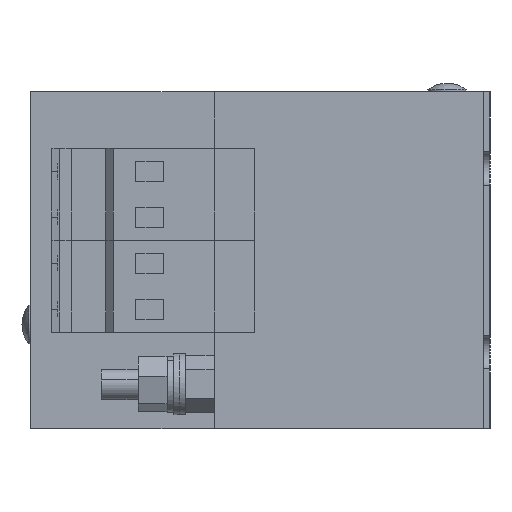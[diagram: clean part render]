
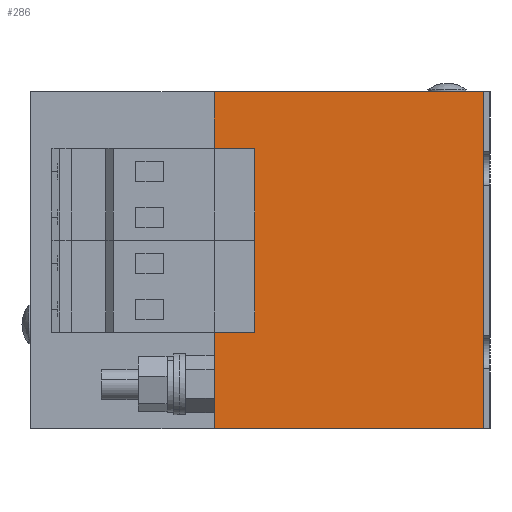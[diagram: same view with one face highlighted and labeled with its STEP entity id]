
A CAD part, left-side view. The second image highlights one B-rep face of the part: STEP entity #286.
In plain terms, the highlighted planar face has unit normal (-1, 0, 0).
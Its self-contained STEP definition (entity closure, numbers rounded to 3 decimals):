
#128 = VERTEX_POINT ( 'NONE', #6109 ) ;
#286 = ADVANCED_FACE ( 'NONE', ( #2475 ), #5040, .T. ) ;
#316 = LINE ( 'NONE', #822, #2574 ) ;
#371 = ORIENTED_EDGE ( 'NONE', *, *, #638, .F. ) ;
#479 = VECTOR ( 'NONE', #1971, 1000. ) ;
#500 = ORIENTED_EDGE ( 'NONE', *, *, #2177, .T. ) ;
#531 = CARTESIAN_POINT ( 'NONE',  ( -95., 37.386, -27. ) ) ;
#638 = EDGE_CURVE ( 'NONE', #2978, #1948, #1204, .T. ) ;
#822 = CARTESIAN_POINT ( 'NONE',  ( -95., 44., -11.25 ) ) ;
#1081 = CARTESIAN_POINT ( 'NONE',  ( -95., 44., -27. ) ) ;
#1126 = CARTESIAN_POINT ( 'NONE',  ( -95., 44., -27. ) ) ;
#1204 = LINE ( 'NONE', #5611, #3247 ) ;
#1207 = DIRECTION ( 'NONE',  ( 0., 0., -1. ) ) ;
#1403 = CARTESIAN_POINT ( 'NONE',  ( -95., 44., -27. ) ) ;
#1420 = CARTESIAN_POINT ( 'NONE',  ( -95., 44., 28. ) ) ;
#1424 = EDGE_CURVE ( 'NONE', #5410, #128, #6862, .T. ) ;
#1461 = CARTESIAN_POINT ( 'NONE',  ( -95., 44., -11.25 ) ) ;
#1756 = VERTEX_POINT ( 'NONE', #6846 ) ;
#1780 = VECTOR ( 'NONE', #1207, 1000. ) ;
#1790 = EDGE_CURVE ( 'NONE', #128, #3838, #3094, .T. ) ;
#1811 = VERTEX_POINT ( 'NONE', #1081 ) ;
#1948 = VERTEX_POINT ( 'NONE', #3852 ) ;
#1971 = DIRECTION ( 'NONE',  ( 0., -1., 0. ) ) ;
#2103 = EDGE_CURVE ( 'NONE', #3838, #6015, #316, .T. ) ;
#2177 = EDGE_CURVE ( 'NONE', #2568, #1948, #5604, .T. ) ;
#2327 = VECTOR ( 'NONE', #4930, 1000. ) ;
#2363 = CARTESIAN_POINT ( 'NONE',  ( -95., 37.386, -27. ) ) ;
#2475 = FACE_OUTER_BOUND ( 'NONE', #7739, .T. ) ;
#2568 = VERTEX_POINT ( 'NONE', #3711 ) ;
#2571 = ORIENTED_EDGE ( 'NONE', *, *, #7652, .T. ) ;
#2574 = VECTOR ( 'NONE', #3384, 1000. ) ;
#2978 = VERTEX_POINT ( 'NONE', #1420 ) ;
#2981 = ORIENTED_EDGE ( 'NONE', *, *, #6252, .F. ) ;
#3094 = LINE ( 'NONE', #531, #1780 ) ;
#3247 = VECTOR ( 'NONE', #4313, 1000. ) ;
#3384 = DIRECTION ( 'NONE',  ( 0., 1., 0. ) ) ;
#3591 = DIRECTION ( 'NONE',  ( 0., 0., 1. ) ) ;
#3635 = DIRECTION ( 'NONE',  ( 0., 0., 1. ) ) ;
#3711 = CARTESIAN_POINT ( 'NONE',  ( -95., 0., -27. ) ) ;
#3838 = VERTEX_POINT ( 'NONE', #7343 ) ;
#3852 = CARTESIAN_POINT ( 'NONE',  ( -95., 0., 28. ) ) ;
#3858 = LINE ( 'NONE', #6431, #4785 ) ;
#4313 = DIRECTION ( 'NONE',  ( 0., -1., 0. ) ) ;
#4575 = DIRECTION ( 'NONE',  ( -1., 0., 0. ) ) ;
#4785 = VECTOR ( 'NONE', #5796, 1000. ) ;
#4922 = ORIENTED_EDGE ( 'NONE', *, *, #1424, .T. ) ;
#4930 = DIRECTION ( 'NONE',  ( 0., 0., -1. ) ) ;
#5040 = PLANE ( 'NONE',  #5390 ) ;
#5166 = VECTOR ( 'NONE', #6536, 1000. ) ;
#5211 = CARTESIAN_POINT ( 'NONE',  ( -95., 44., -27. ) ) ;
#5282 = ORIENTED_EDGE ( 'NONE', *, *, #2103, .T. ) ;
#5327 = LINE ( 'NONE', #7892, #5833 ) ;
#5390 = AXIS2_PLACEMENT_3D ( 'NONE', #1126, #4575, #7852 ) ;
#5410 = VERTEX_POINT ( 'NONE', #7996 ) ;
#5604 = LINE ( 'NONE', #8133, #8283 ) ;
#5611 = CARTESIAN_POINT ( 'NONE',  ( -95., 44., 28. ) ) ;
#5763 = LINE ( 'NONE', #5211, #479 ) ;
#5796 = DIRECTION ( 'NONE',  ( 0., 1., 0. ) ) ;
#5833 = VECTOR ( 'NONE', #3591, 1000. ) ;
#6015 = VERTEX_POINT ( 'NONE', #1461 ) ;
#6109 = CARTESIAN_POINT ( 'NONE',  ( -95., 37.386, 3.75 ) ) ;
#6197 = ORIENTED_EDGE ( 'NONE', *, *, #1790, .T. ) ;
#6252 = EDGE_CURVE ( 'NONE', #1811, #6015, #5327, .T. ) ;
#6299 = ORIENTED_EDGE ( 'NONE', *, *, #8075, .F. ) ;
#6431 = CARTESIAN_POINT ( 'NONE',  ( -95., 44., 18.75 ) ) ;
#6536 = DIRECTION ( 'NONE',  ( 0., 0., 1. ) ) ;
#6585 = EDGE_CURVE ( 'NONE', #1756, #2978, #7164, .T. ) ;
#6846 = CARTESIAN_POINT ( 'NONE',  ( -95., 44., 18.75 ) ) ;
#6862 = LINE ( 'NONE', #2363, #2327 ) ;
#7164 = LINE ( 'NONE', #1403, #5166 ) ;
#7343 = CARTESIAN_POINT ( 'NONE',  ( -95., 37.386, -11.25 ) ) ;
#7652 = EDGE_CURVE ( 'NONE', #1811, #2568, #5763, .T. ) ;
#7739 = EDGE_LOOP ( 'NONE', ( #6299, #4922, #6197, #5282, #2981, #2571, #500, #371, #7931 ) ) ;
#7852 = DIRECTION ( 'NONE',  ( 0., 0., 1. ) ) ;
#7892 = CARTESIAN_POINT ( 'NONE',  ( -95., 44., -27. ) ) ;
#7931 = ORIENTED_EDGE ( 'NONE', *, *, #6585, .F. ) ;
#7996 = CARTESIAN_POINT ( 'NONE',  ( -95., 37.386, 18.75 ) ) ;
#8075 = EDGE_CURVE ( 'NONE', #5410, #1756, #3858, .T. ) ;
#8133 = CARTESIAN_POINT ( 'NONE',  ( -95., 0., -27. ) ) ;
#8283 = VECTOR ( 'NONE', #3635, 1000. ) ;
